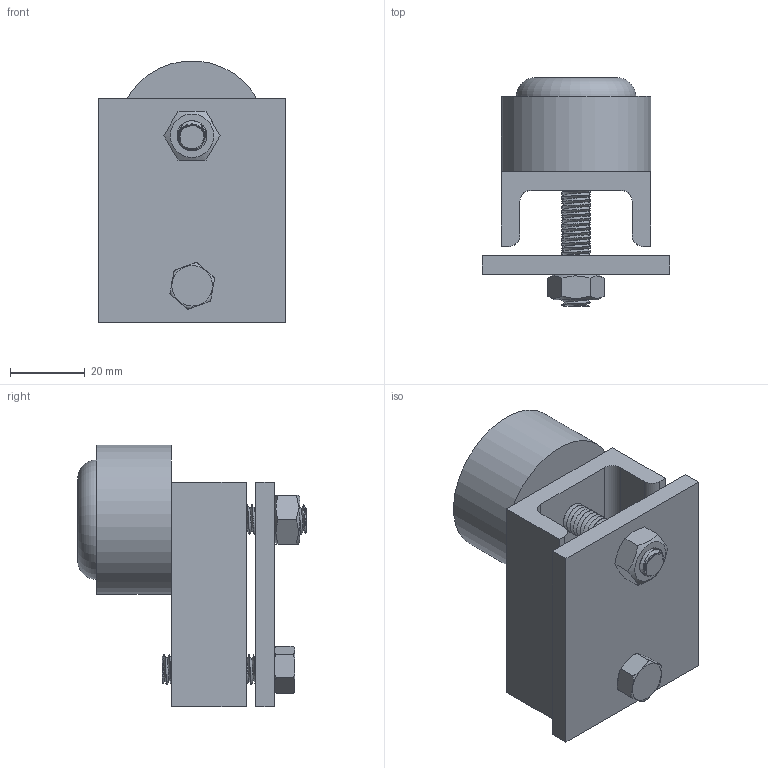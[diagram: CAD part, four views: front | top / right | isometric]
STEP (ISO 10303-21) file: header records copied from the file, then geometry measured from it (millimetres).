
FILE_DESCRIPTION((''),'2;1');
FILE_NAME('2098.stp','2013-01-14T13:47:43',('DOMINIQUE'),(''),'Autodesk Inventor 2013','Autodesk Inventor 2013','');
FILE_SCHEMA(('AUTOMOTIVE_DESIGN { 1 0 10303 214 1 1 1 1 }'));
Length unit declared in the file: millimetre
Products named in the file (7): 2098; 15345; 15346_B; 12692; ISO 4032  (Taraudage usuel) M8; vis TH M8x30; vis TH M8x50
Assembly tree (6 placements, depth 2):
  2098
    15345
    15346_B
    12692
    ISO 4032  (Taraudage usuel) M8
    vis TH M8x30
    vis TH M8x50
Bounding box: 50 x 61 x 69.94 mm (x, y, z)
Volume: 66449.1 mm3; surface area: 27224.6 mm2
Topology: 6 solids, 6 shells, 124 faces, 404 edges, 268 vertices
Faces by surface type: bspline 51, plane 48, cylinder 14, cone 6, torus 5
Full cylindrical faces by diameter (mm): 6.647 x3, 7 x1, 8.5 x2, 12 x1, 40 x1
Entity records: 17054 total; most frequent: CARTESIAN_POINT 14421, ORIENTED_EDGE 590, DIRECTION 319, EDGE_CURVE 295, VERTEX_POINT 205, B_SPLINE_CURVE_WITH_KNOTS 175, EDGE_LOOP 158, AXIS2_PLACEMENT_3D 126
